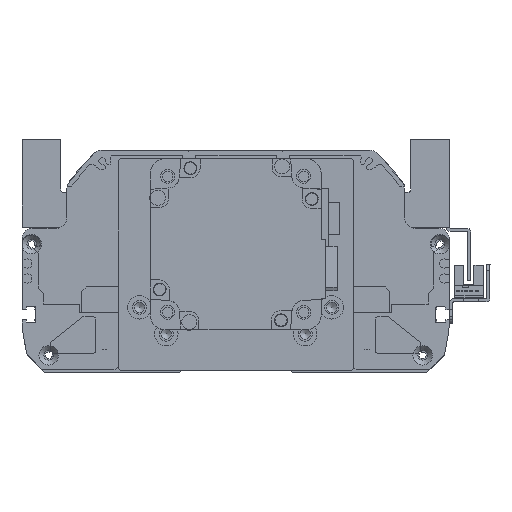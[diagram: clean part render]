
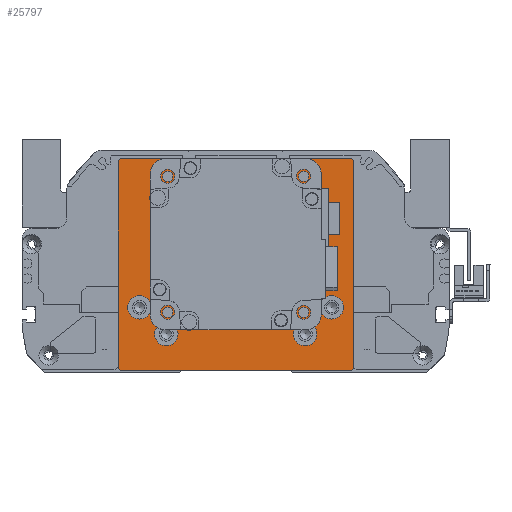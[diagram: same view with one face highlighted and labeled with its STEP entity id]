
A CAD part, front view. The second image highlights one B-rep face of the part: STEP entity #25797.
In plain terms, the highlighted face is planar.
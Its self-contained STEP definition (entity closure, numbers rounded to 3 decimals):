
#440=FACE_BOUND('',#5388,.T.);
#441=FACE_BOUND('',#5389,.T.);
#442=FACE_BOUND('',#5390,.T.);
#443=FACE_BOUND('',#5391,.T.);
#444=FACE_BOUND('',#5392,.T.);
#445=FACE_BOUND('',#5393,.T.);
#446=FACE_BOUND('',#5394,.T.);
#447=FACE_BOUND('',#5395,.T.);
#448=FACE_BOUND('',#5396,.T.);
#1673=PLANE('',#28671);
#3785=FACE_OUTER_BOUND('',#5387,.T.);
#5387=EDGE_LOOP('',(#23844,#23845,#23846,#23847,#23848,#23849,#23850,#23851));
#5388=EDGE_LOOP('',(#23852));
#5389=EDGE_LOOP('',(#23853));
#5390=EDGE_LOOP('',(#23854));
#5391=EDGE_LOOP('',(#23855));
#5392=EDGE_LOOP('',(#23856));
#5393=EDGE_LOOP('',(#23857));
#5394=EDGE_LOOP('',(#23858));
#5395=EDGE_LOOP('',(#23859));
#5396=EDGE_LOOP('',(#23860));
#7511=LINE('',#45088,#9686);
#7514=LINE('',#45097,#9689);
#7517=LINE('',#45102,#9692);
#7519=LINE('',#45105,#9694);
#7520=LINE('',#45108,#9695);
#7522=LINE('',#45112,#9697);
#7524=LINE('',#45116,#9699);
#7537=LINE('',#45178,#9712);
#9686=VECTOR('',#35522,10.);
#9689=VECTOR('',#35531,10.);
#9692=VECTOR('',#35536,10.);
#9694=VECTOR('',#35540,10.);
#9695=VECTOR('',#35543,10.);
#9697=VECTOR('',#35547,10.);
#9699=VECTOR('',#35551,10.);
#9712=VECTOR('',#35630,10.);
#11037=CIRCLE('',#28628,2.459);
#11038=CIRCLE('',#28631,2.459);
#11039=CIRCLE('',#28639,2.459);
#11040=CIRCLE('',#28641,2.459);
#11043=CIRCLE('',#28646,5.5);
#11046=CIRCLE('',#28652,5.5);
#11049=CIRCLE('',#28658,5.5);
#11052=CIRCLE('',#28664,5.5);
#11054=CIRCLE('',#28669,35.);
#13344=VERTEX_POINT('',#45081);
#13345=VERTEX_POINT('',#45085);
#13346=VERTEX_POINT('',#45087);
#13347=VERTEX_POINT('',#45091);
#13348=VERTEX_POINT('',#45095);
#13349=VERTEX_POINT('',#45096);
#13350=VERTEX_POINT('',#45101);
#13351=VERTEX_POINT('',#45107);
#13352=VERTEX_POINT('',#45111);
#13353=VERTEX_POINT('',#45115);
#13354=VERTEX_POINT('',#45119);
#13355=VERTEX_POINT('',#45123);
#13358=VERTEX_POINT('',#45132);
#13361=VERTEX_POINT('',#45143);
#13364=VERTEX_POINT('',#45154);
#13367=VERTEX_POINT('',#45165);
#13369=VERTEX_POINT('',#45174);
#16858=EDGE_CURVE('',#13344,#13344,#11037,.T.);
#16861=EDGE_CURVE('',#13346,#13345,#7511,.T.);
#16863=EDGE_CURVE('',#13347,#13347,#11038,.T.);
#16865=EDGE_CURVE('',#13348,#13349,#7514,.T.);
#16868=EDGE_CURVE('',#13350,#13349,#7517,.T.);
#16870=EDGE_CURVE('',#13350,#13345,#7519,.T.);
#16871=EDGE_CURVE('',#13346,#13351,#7520,.T.);
#16873=EDGE_CURVE('',#13352,#13351,#7522,.T.);
#16875=EDGE_CURVE('',#13352,#13353,#7524,.T.);
#16877=EDGE_CURVE('',#13354,#13354,#11039,.T.);
#16879=EDGE_CURVE('',#13355,#13355,#11040,.T.);
#16883=EDGE_CURVE('',#13358,#13358,#11043,.T.);
#16888=EDGE_CURVE('',#13361,#13361,#11046,.T.);
#16893=EDGE_CURVE('',#13364,#13364,#11049,.T.);
#16898=EDGE_CURVE('',#13367,#13367,#11052,.T.);
#16902=EDGE_CURVE('',#13369,#13369,#11054,.T.);
#16904=EDGE_CURVE('',#13348,#13353,#7537,.T.);
#23844=ORIENTED_EDGE('',*,*,#16865,.F.);
#23845=ORIENTED_EDGE('',*,*,#16904,.T.);
#23846=ORIENTED_EDGE('',*,*,#16875,.F.);
#23847=ORIENTED_EDGE('',*,*,#16873,.T.);
#23848=ORIENTED_EDGE('',*,*,#16871,.F.);
#23849=ORIENTED_EDGE('',*,*,#16861,.T.);
#23850=ORIENTED_EDGE('',*,*,#16870,.F.);
#23851=ORIENTED_EDGE('',*,*,#16868,.T.);
#23852=ORIENTED_EDGE('',*,*,#16877,.T.);
#23853=ORIENTED_EDGE('',*,*,#16863,.T.);
#23854=ORIENTED_EDGE('',*,*,#16879,.T.);
#23855=ORIENTED_EDGE('',*,*,#16858,.T.);
#23856=ORIENTED_EDGE('',*,*,#16883,.T.);
#23857=ORIENTED_EDGE('',*,*,#16888,.T.);
#23858=ORIENTED_EDGE('',*,*,#16893,.T.);
#23859=ORIENTED_EDGE('',*,*,#16898,.T.);
#23860=ORIENTED_EDGE('',*,*,#16902,.T.);
#25797=ADVANCED_FACE('',(#3785,#440,#441,#442,#443,#444,#445,#446,#447,
#448),#1673,.T.);
#28628=AXIS2_PLACEMENT_3D('',#45082,#35516,#35517);
#28631=AXIS2_PLACEMENT_3D('',#45092,#35526,#35527);
#28639=AXIS2_PLACEMENT_3D('',#45120,#35555,#35556);
#28641=AXIS2_PLACEMENT_3D('',#45124,#35560,#35561);
#28646=AXIS2_PLACEMENT_3D('',#45133,#35571,#35572);
#28652=AXIS2_PLACEMENT_3D('',#45144,#35585,#35586);
#28658=AXIS2_PLACEMENT_3D('',#45155,#35599,#35600);
#28664=AXIS2_PLACEMENT_3D('',#45166,#35613,#35614);
#28669=AXIS2_PLACEMENT_3D('',#45175,#35625,#35626);
#28671=AXIS2_PLACEMENT_3D('',#45179,#35631,#35632);
#35516=DIRECTION('center_axis',(0.,0.,-1.));
#35517=DIRECTION('ref_axis',(1.,0.,0.));
#35522=DIRECTION('',(-1.,0.,0.));
#35526=DIRECTION('center_axis',(0.,0.,-1.));
#35527=DIRECTION('ref_axis',(1.,0.,0.));
#35531=DIRECTION('',(-0.707,0.707,0.));
#35536=DIRECTION('',(0.,-1.,0.));
#35540=DIRECTION('',(0.707,0.707,0.));
#35543=DIRECTION('',(0.707,-0.707,0.));
#35547=DIRECTION('',(0.,1.,0.));
#35551=DIRECTION('',(-0.707,-0.707,0.));
#35555=DIRECTION('center_axis',(0.,0.,-1.));
#35556=DIRECTION('ref_axis',(1.,0.,0.));
#35560=DIRECTION('center_axis',(0.,0.,-1.));
#35561=DIRECTION('ref_axis',(1.,0.,0.));
#35571=DIRECTION('center_axis',(0.,0.,-1.));
#35572=DIRECTION('ref_axis',(1.,0.,0.));
#35585=DIRECTION('center_axis',(0.,0.,-1.));
#35586=DIRECTION('ref_axis',(1.,0.,0.));
#35599=DIRECTION('center_axis',(0.,0.,-1.));
#35600=DIRECTION('ref_axis',(1.,0.,0.));
#35613=DIRECTION('center_axis',(0.,0.,-1.));
#35614=DIRECTION('ref_axis',(1.,0.,0.));
#35625=DIRECTION('center_axis',(0.,0.,-1.));
#35626=DIRECTION('ref_axis',(1.,0.,0.));
#35630=DIRECTION('',(1.,0.,0.));
#35631=DIRECTION('center_axis',(0.,0.,1.));
#35632=DIRECTION('ref_axis',(1.,0.,0.));
#45081=CARTESIAN_POINT('',(29.361,41.32,89.));
#45082=CARTESIAN_POINT('Origin',(31.82,41.32,89.));
#45085=CARTESIAN_POINT('',(-54.,49.5,89.));
#45087=CARTESIAN_POINT('',(54.,49.5,89.));
#45088=CARTESIAN_POINT('',(55.,49.5,89.));
#45091=CARTESIAN_POINT('',(-34.278,41.32,89.));
#45092=CARTESIAN_POINT('Origin',(-31.82,41.32,89.));
#45095=CARTESIAN_POINT('',(-54.,-49.5,89.));
#45096=CARTESIAN_POINT('',(-55.,-48.5,89.));
#45097=CARTESIAN_POINT('',(-53.125,-50.375,89.));
#45101=CARTESIAN_POINT('',(-55.,48.5,89.));
#45102=CARTESIAN_POINT('',(-55.,49.5,89.));
#45105=CARTESIAN_POINT('',(-53.125,50.375,89.));
#45107=CARTESIAN_POINT('',(55.,48.5,89.));
#45108=CARTESIAN_POINT('',(53.125,50.375,89.));
#45111=CARTESIAN_POINT('',(55.,-48.5,89.));
#45112=CARTESIAN_POINT('',(55.,-49.5,89.));
#45115=CARTESIAN_POINT('',(54.,-49.5,89.));
#45116=CARTESIAN_POINT('',(53.125,-50.375,89.));
#45119=CARTESIAN_POINT('',(29.361,-22.32,89.));
#45120=CARTESIAN_POINT('Origin',(31.82,-22.32,89.));
#45123=CARTESIAN_POINT('',(-34.278,-22.32,89.));
#45124=CARTESIAN_POINT('Origin',(-31.82,-22.32,89.));
#45132=CARTESIAN_POINT('',(27.,-32.5,89.));
#45133=CARTESIAN_POINT('Origin',(32.5,-32.5,89.));
#45143=CARTESIAN_POINT('',(-50.5,-20.,89.));
#45144=CARTESIAN_POINT('Origin',(-45.,-20.,89.));
#45154=CARTESIAN_POINT('',(-38.,-32.5,89.));
#45155=CARTESIAN_POINT('Origin',(-32.5,-32.5,89.));
#45165=CARTESIAN_POINT('',(39.5,-20.,89.));
#45166=CARTESIAN_POINT('Origin',(45.,-20.,89.));
#45174=CARTESIAN_POINT('',(-35.,9.5,89.));
#45175=CARTESIAN_POINT('Origin',(0.,9.5,89.));
#45178=CARTESIAN_POINT('',(-55.,-49.5,89.));
#45179=CARTESIAN_POINT('Origin',(0.,0.,
89.));
